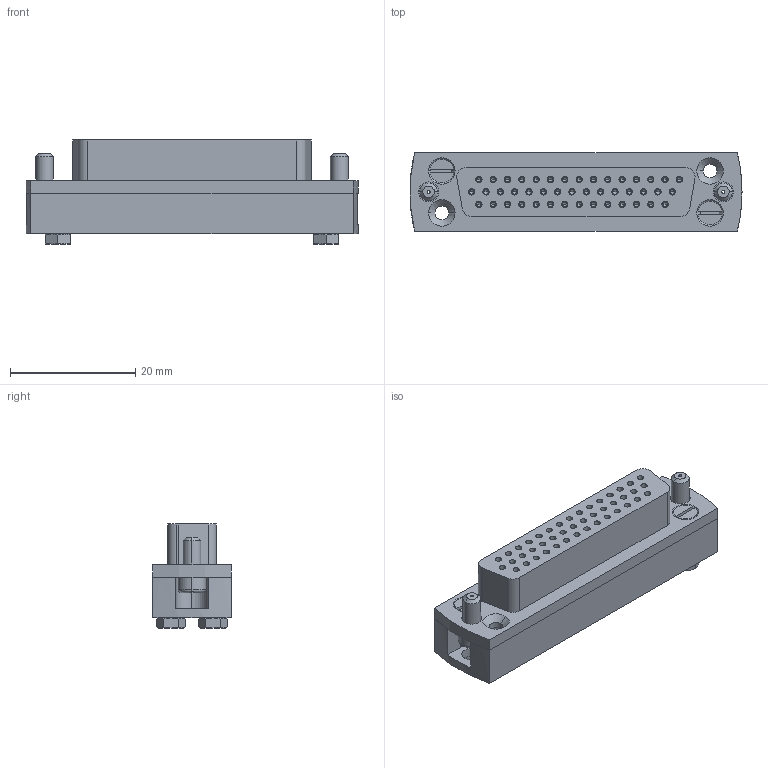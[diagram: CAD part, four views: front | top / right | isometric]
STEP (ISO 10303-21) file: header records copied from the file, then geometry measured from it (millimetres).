
FILE_DESCRIPTION (( 'STEP AP214' ), '1' );
FILE_NAME ('211-FS44H-PK_01.STEP', '2025-04-04T08:54:30', ( '' ), ( '' ), 'SwSTEP 2.0', 'SolidWorks 2022', '' );
FILE_SCHEMA (( 'AUTOMOTIVE_DESIGN' ));
Length unit declared in the file: millimetre
Products named in the file (7): ISO 2009 - M2 x 10 --- 10C_ISO 2009 - M2 x 10 --- 10C; 211-FS44H-PK_01; 903-SCREW-4-40-1_4-B; 9211-FSXH-PK-FP_9211-FS44H-PK-FP; Hexagon Nut ISO 4032 - M2 - D - N_Hexagon Nut ISO 4032 - M2 - D - N; 9211-FSXH-PK-BP_9211-FS44H-PK-BP; 360-CRF-07
Assembly tree (52 placements, depth 2):
  211-FS44H-PK_01
    9211-FSXH-PK-FP_9211-FS44H-PK-FP
    9211-FSXH-PK-BP_9211-FS44H-PK-BP
    360-CRF-07  x44
    ISO 2009 - M2 x 10 --- 10C_ISO 2009 - M2 x 10 --- 10C  x2
    Hexagon Nut ISO 4032 - M2 - D - N_Hexagon Nut ISO 4032 - M2 - D - N  x2
    903-SCREW-4-40-1_4-B  x2
Bounding box: 52.99 x 12.5 x 16.6 mm (x, y, z)
Volume: 6734.8 mm3; surface area: 11279.1 mm2
Topology: 52 solids, 52 shells, 2295 faces, 5888 edges, 3612 vertices
Faces by surface type: cylinder 1034, plane 677, cone 400, bspline 176, torus 8
Entity records: 22426 total; most frequent: DIRECTION 4200, CARTESIAN_POINT 3986, ORIENTED_EDGE 3424, AXIS2_PLACEMENT_3D 1754, EDGE_CURVE 1712, VERTEX_POINT 1040, EDGE_LOOP 984, CIRCLE 972
